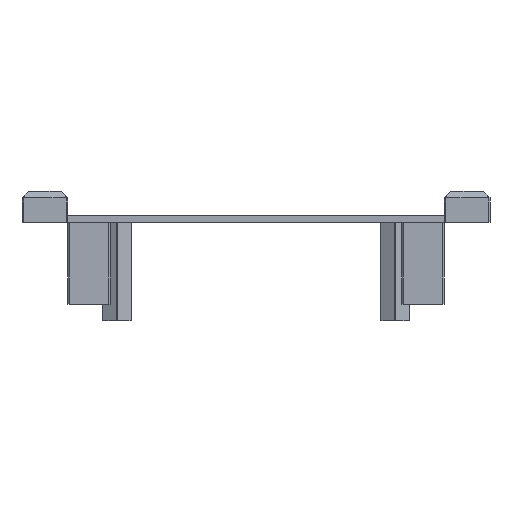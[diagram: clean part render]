
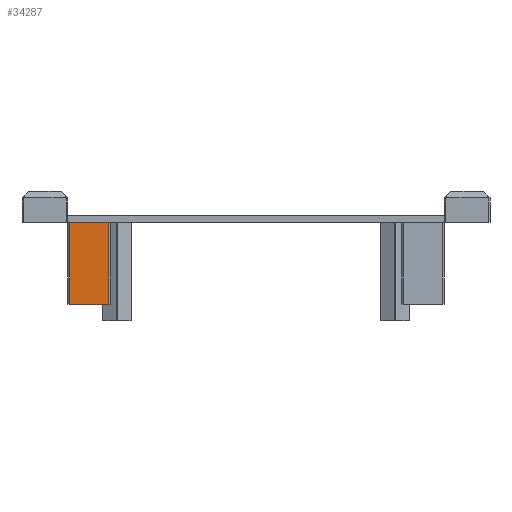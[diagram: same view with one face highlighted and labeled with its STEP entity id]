
A CAD part, left-side view. The second image highlights one B-rep face of the part: STEP entity #34287.
In plain terms, the highlighted planar face has unit normal (-1, 0, 0).
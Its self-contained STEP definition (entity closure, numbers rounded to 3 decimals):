
#2665=FACE_OUTER_BOUND('',#4481,.T.);
#4481=EDGE_LOOP('',(#23626,#23627,#23628,#23629));
#7286=LINE('',#45578,#10916);
#7294=LINE('',#45594,#10924);
#7295=LINE('',#45596,#10925);
#7296=LINE('',#45597,#10926);
#10916=VECTOR('',#38255,10.);
#10924=VECTOR('',#38269,10.);
#10925=VECTOR('',#38270,10.);
#10926=VECTOR('',#38271,10.);
#14566=VERTEX_POINT('',#45575);
#14567=VERTEX_POINT('',#45577);
#14572=VERTEX_POINT('',#45593);
#14573=VERTEX_POINT('',#45595);
#18167=EDGE_CURVE('',#14566,#14567,#7286,.T.);
#18175=EDGE_CURVE('',#14572,#14566,#7294,.T.);
#18176=EDGE_CURVE('',#14573,#14572,#7295,.T.);
#18177=EDGE_CURVE('',#14567,#14573,#7296,.T.);
#23626=ORIENTED_EDGE('',*,*,#18175,.F.);
#23627=ORIENTED_EDGE('',*,*,#18176,.F.);
#23628=ORIENTED_EDGE('',*,*,#18177,.F.);
#23629=ORIENTED_EDGE('',*,*,#18167,.F.);
#33108=PLANE('',#36014);
#34287=ADVANCED_FACE('',(#2665),#33108,.T.);
#36014=AXIS2_PLACEMENT_3D('',#45592,#38267,#38268);
#38255=DIRECTION('',(0.,0.,-1.));
#38267=DIRECTION('center_axis',(-1.,0.,0.));
#38268=DIRECTION('ref_axis',(0.,1.,0.));
#38269=DIRECTION('',(0.,-1.,0.));
#38270=DIRECTION('',(0.,0.,1.));
#38271=DIRECTION('',(0.,1.,0.));
#45575=CARTESIAN_POINT('',(-64.25,45.,-1.));
#45577=CARTESIAN_POINT('',(-64.25,45.,-26.));
#45578=CARTESIAN_POINT('',(-64.25,45.,-1.));
#45592=CARTESIAN_POINT('Origin',(-64.25,44.5,-1.));
#45593=CARTESIAN_POINT('',(-64.25,57.,-1.));
#45594=CARTESIAN_POINT('',(-64.25,22.05,-1.));
#45595=CARTESIAN_POINT('',(-64.25,57.,-26.));
#45596=CARTESIAN_POINT('',(-64.25,57.,-1.));
#45597=CARTESIAN_POINT('',(-64.25,44.5,-26.));
